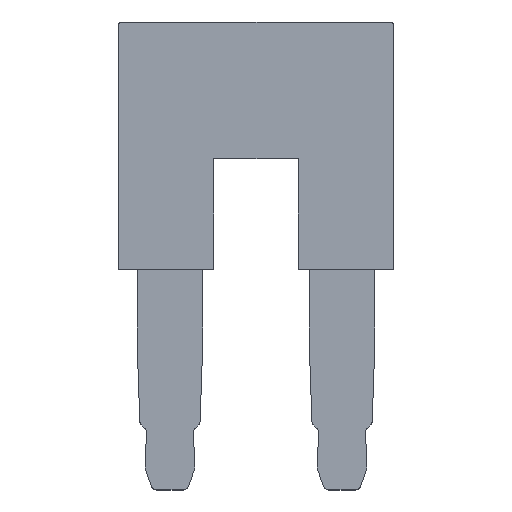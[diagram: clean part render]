
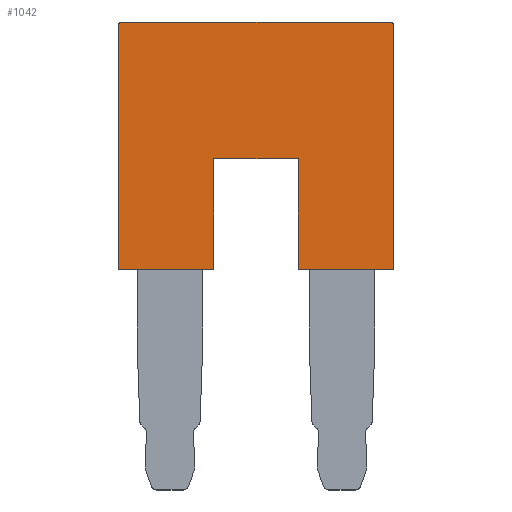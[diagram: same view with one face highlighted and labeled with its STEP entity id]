
A CAD part, top view. The second image highlights one B-rep face of the part: STEP entity #1042.
In plain terms, the highlighted planar face has unit normal (0, 0, 1).
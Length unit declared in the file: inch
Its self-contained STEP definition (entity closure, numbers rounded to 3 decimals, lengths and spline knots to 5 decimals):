
#115=DIRECTION('',(1.,0.,0.));
#116=VECTOR('',#115,8.85);
#117=CARTESIAN_POINT('',(-16.23289,-0.73472,2.9));
#118=LINE('',#117,#116);
#119=DIRECTION('',(0.,-1.,0.));
#120=VECTOR('',#119,22.7);
#121=CARTESIAN_POINT('',(-16.23289,21.96528,2.9));
#122=LINE('',#121,#120);
#123=CARTESIAN_POINT('',(-15.93289,21.96528,2.9));
#124=DIRECTION('',(0.,0.,1.));
#125=DIRECTION('',(0.,1.,0.));
#126=AXIS2_PLACEMENT_3D('',#123,#124,#125);
#128=DIRECTION('',(-1.,0.,0.));
#129=VECTOR('',#128,25.);
#130=CARTESIAN_POINT('',(9.06711,22.26528,2.9));
#131=LINE('',#130,#129);
#132=CARTESIAN_POINT('',(9.06711,21.96528,2.9));
#133=DIRECTION('',(0.,0.,1.));
#134=DIRECTION('',(1.,0.,0.));
#135=AXIS2_PLACEMENT_3D('',#132,#133,#134);
#137=DIRECTION('',(0.,1.,0.));
#138=VECTOR('',#137,22.7);
#139=CARTESIAN_POINT('',(9.36711,-0.73472,2.9));
#140=LINE('',#139,#138);
#141=DIRECTION('',(1.,0.,0.));
#142=VECTOR('',#141,8.85);
#143=CARTESIAN_POINT('',(0.51711,-0.73472,2.9));
#144=LINE('',#143,#142);
#145=DIRECTION('',(0.,-1.,0.));
#146=VECTOR('',#145,10.3);
#147=CARTESIAN_POINT('',(0.51711,9.56528,2.9));
#148=LINE('',#147,#146);
#149=DIRECTION('',(1.,0.,0.));
#150=VECTOR('',#149,7.9);
#151=CARTESIAN_POINT('',(-7.38289,9.56528,2.9));
#152=LINE('',#151,#150);
#153=DIRECTION('',(0.,1.,0.));
#154=VECTOR('',#153,10.3);
#155=CARTESIAN_POINT('',(-7.38289,-0.73472,2.9));
#156=LINE('',#155,#154);
#657=CARTESIAN_POINT('',(-16.23289,-0.73472,2.9));
#658=CARTESIAN_POINT('',(-7.38289,-0.73472,2.9));
#659=VERTEX_POINT('',#657);
#660=VERTEX_POINT('',#658);
#661=CARTESIAN_POINT('',(-7.38289,9.56528,2.9));
#662=VERTEX_POINT('',#661);
#663=CARTESIAN_POINT('',(0.51711,9.56528,2.9));
#664=VERTEX_POINT('',#663);
#665=CARTESIAN_POINT('',(0.51711,-0.73472,2.9));
#666=VERTEX_POINT('',#665);
#667=CARTESIAN_POINT('',(9.36711,-0.73472,2.9));
#668=VERTEX_POINT('',#667);
#669=CARTESIAN_POINT('',(9.36711,21.96528,2.9));
#670=VERTEX_POINT('',#669);
#671=CARTESIAN_POINT('',(9.06711,22.26528,2.9));
#672=VERTEX_POINT('',#671);
#673=CARTESIAN_POINT('',(-15.93289,22.26528,2.9));
#674=VERTEX_POINT('',#673);
#675=CARTESIAN_POINT('',(-16.23289,21.96528,2.9));
#676=VERTEX_POINT('',#675);
#1025=CARTESIAN_POINT('',(0.,0.,2.9));
#1026=DIRECTION('',(0.,0.,1.));
#1027=DIRECTION('',(1.,0.,0.));
#1028=AXIS2_PLACEMENT_3D('',#1025,#1026,#1027);
#1029=PLANE('',#1028);
#1030=ORIENTED_EDGE('',*,*,#873,.F.);
#1031=ORIENTED_EDGE('',*,*,#898,.F.);
#1032=ORIENTED_EDGE('',*,*,#912,.F.);
#1033=ORIENTED_EDGE('',*,*,#926,.F.);
#1034=ORIENTED_EDGE('',*,*,#940,.F.);
#1035=ORIENTED_EDGE('',*,*,#954,.F.);
#1036=ORIENTED_EDGE('',*,*,#968,.F.);
#1037=ORIENTED_EDGE('',*,*,#992,.F.);
#1038=ORIENTED_EDGE('',*,*,#1006,.F.);
#1039=ORIENTED_EDGE('',*,*,#1019,.F.);
#1040=EDGE_LOOP('',(#1030,#1031,#1032,#1033,#1034,#1035,#1036,#1037,#1038,
#1039));
#1041=FACE_OUTER_BOUND('',#1040,.F.);
#127=CIRCLE('',#126,0.3);
#136=CIRCLE('',#135,0.3);
#873=EDGE_CURVE('',#659,#660,#118,.T.);
#898=EDGE_CURVE('',#676,#659,#122,.T.);
#912=EDGE_CURVE('',#674,#676,#127,.T.);
#926=EDGE_CURVE('',#672,#674,#131,.T.);
#940=EDGE_CURVE('',#670,#672,#136,.T.);
#954=EDGE_CURVE('',#668,#670,#140,.T.);
#968=EDGE_CURVE('',#666,#668,#144,.T.);
#992=EDGE_CURVE('',#664,#666,#148,.T.);
#1006=EDGE_CURVE('',#662,#664,#152,.T.);
#1019=EDGE_CURVE('',#660,#662,#156,.T.);
#1042=ADVANCED_FACE('',(#1041),#1029,.T.);
